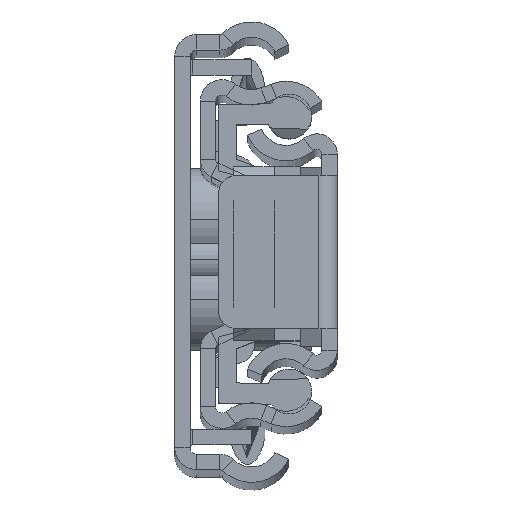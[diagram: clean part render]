
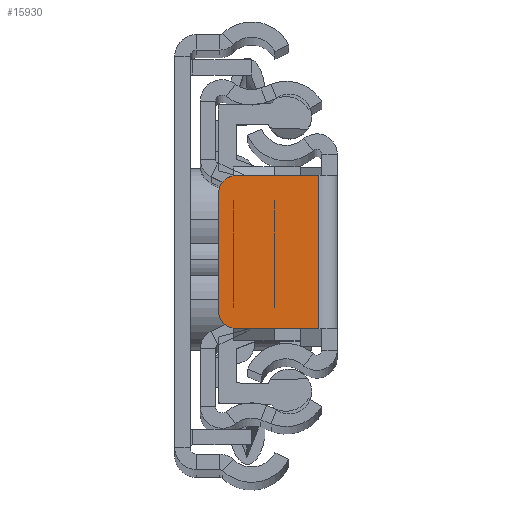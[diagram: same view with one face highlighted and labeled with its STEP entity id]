
A CAD part, top view. The second image highlights one B-rep face of the part: STEP entity #15930.
In plain terms, the highlighted planar face has unit normal (0, 0, 1).
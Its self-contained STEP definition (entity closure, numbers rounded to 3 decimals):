
#784 = CARTESIAN_POINT ( 'NONE',  ( -9.3, 0., 0. ) ) ;
#891 = CARTESIAN_POINT ( 'NONE',  ( -1.45, -6., 0. ) ) ;
#997 = CARTESIAN_POINT ( 'NONE',  ( -7.8, -4.5, 0. ) ) ;
#1019 = VERTEX_POINT ( 'NONE', #19281 ) ;
#1137 = EDGE_CURVE ( 'NONE', #14009, #1019, #13148, .T. ) ;
#1777 = AXIS2_PLACEMENT_3D ( 'NONE', #997, #15225, #15442 ) ;
#2464 = VECTOR ( 'NONE', #14420, 1000. ) ;
#4240 = ORIENTED_EDGE ( 'NONE', *, *, #11066, .F. ) ;
#4810 = LINE ( 'NONE', #12925, #2464 ) ;
#5594 = ORIENTED_EDGE ( 'NONE', *, *, #8697, .T. ) ;
#5899 = CARTESIAN_POINT ( 'NONE',  ( -7.8, 4.5, 0. ) ) ;
#6337 = VERTEX_POINT ( 'NONE', #891 ) ;
#6354 = CARTESIAN_POINT ( 'NONE',  ( -1.45, 6., 0. ) ) ;
#6723 = DIRECTION ( 'NONE',  ( -1., 0., 0. ) ) ;
#7136 = ORIENTED_EDGE ( 'NONE', *, *, #1137, .T. ) ;
#7388 = VECTOR ( 'NONE', #14751, 1000. ) ;
#7561 = AXIS2_PLACEMENT_3D ( 'NONE', #11133, #15918, #11240 ) ;
#8193 = LINE ( 'NONE', #16334, #7388 ) ;
#8658 = ORIENTED_EDGE ( 'NONE', *, *, #9473, .T. ) ;
#8697 = EDGE_CURVE ( 'NONE', #8971, #6337, #8193, .T. ) ;
#8971 = VERTEX_POINT ( 'NONE', #11635 ) ;
#9473 = EDGE_CURVE ( 'NONE', #1019, #13111, #20843, .T. ) ;
#9982 = EDGE_LOOP ( 'NONE', ( #17497, #11428, #5594, #4240, #7136, #8658 ) ) ;
#10834 = DIRECTION ( 'NONE',  ( -1., 0., 0. ) ) ;
#10853 = CIRCLE ( 'NONE', #1777, 1.5 ) ;
#11035 = PLANE ( 'NONE',  #7561 ) ;
#11066 = EDGE_CURVE ( 'NONE', #14009, #6337, #4810, .T. ) ;
#11133 = CARTESIAN_POINT ( 'NONE',  ( 0., 0., 0. ) ) ;
#11194 = VERTEX_POINT ( 'NONE', #18329 ) ;
#11240 = DIRECTION ( 'NONE',  ( -1., 0., 0. ) ) ;
#11428 = ORIENTED_EDGE ( 'NONE', *, *, #12676, .T. ) ;
#11635 = CARTESIAN_POINT ( 'NONE',  ( -7.8, -6., 0. ) ) ;
#12676 = EDGE_CURVE ( 'NONE', #11194, #8971, #10853, .T. ) ;
#12925 = CARTESIAN_POINT ( 'NONE',  ( -1.45, -6., 0. ) ) ;
#13111 = VERTEX_POINT ( 'NONE', #13792 ) ;
#13148 = LINE ( 'NONE', #16770, #16067 ) ;
#13792 = CARTESIAN_POINT ( 'NONE',  ( -9.3, 4.5, 0. ) ) ;
#13843 = LINE ( 'NONE', #784, #15033 ) ;
#14007 = DIRECTION ( 'NONE',  ( 0., 0., 1. ) ) ;
#14009 = VERTEX_POINT ( 'NONE', #6354 ) ;
#14420 = DIRECTION ( 'NONE',  ( 0., -1., 0. ) ) ;
#14751 = DIRECTION ( 'NONE',  ( 1., 0., 0. ) ) ;
#15033 = VECTOR ( 'NONE', #17147, 1000. ) ;
#15225 = DIRECTION ( 'NONE',  ( 0., 0., 1. ) ) ;
#15442 = DIRECTION ( 'NONE',  ( -1., 0., 0. ) ) ;
#15918 = DIRECTION ( 'NONE',  ( 0., 0., -1. ) ) ;
#15930 = ADVANCED_FACE ( 'NONE', ( #19094 ), #11035, .F. ) ;
#16067 = VECTOR ( 'NONE', #6723, 1000. ) ;
#16334 = CARTESIAN_POINT ( 'NONE',  ( 0., -6., 0. ) ) ;
#16770 = CARTESIAN_POINT ( 'NONE',  ( 0., 6., 0. ) ) ;
#17147 = DIRECTION ( 'NONE',  ( 0., -1., 0. ) ) ;
#17497 = ORIENTED_EDGE ( 'NONE', *, *, #17556, .T. ) ;
#17556 = EDGE_CURVE ( 'NONE', #13111, #11194, #13843, .T. ) ;
#18329 = CARTESIAN_POINT ( 'NONE',  ( -9.3, -4.5, 0. ) ) ;
#19094 = FACE_OUTER_BOUND ( 'NONE', #9982, .T. ) ;
#19281 = CARTESIAN_POINT ( 'NONE',  ( -7.8, 6., 0. ) ) ;
#19827 = AXIS2_PLACEMENT_3D ( 'NONE', #5899, #14007, #10834 ) ;
#20843 = CIRCLE ( 'NONE', #19827, 1.5 ) ;
